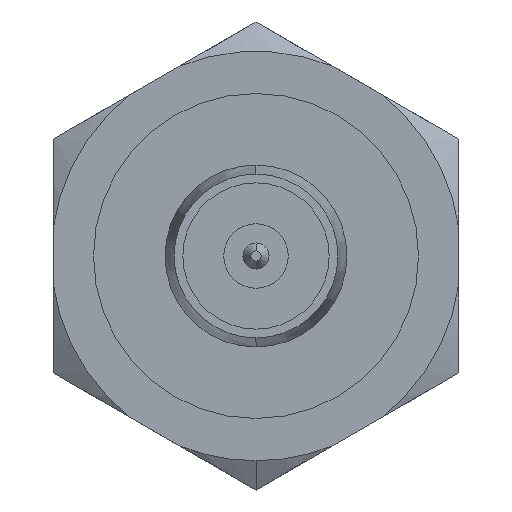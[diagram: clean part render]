
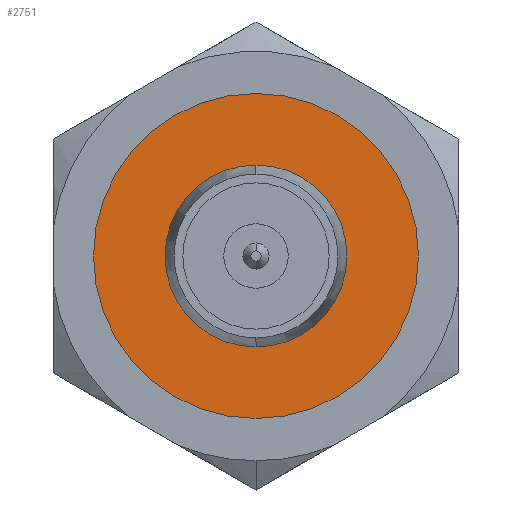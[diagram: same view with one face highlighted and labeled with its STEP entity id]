
A CAD part, left-side view. The second image highlights one B-rep face of the part: STEP entity #2751.
In plain terms, the highlighted planar face has unit normal (-1, 0, 0).
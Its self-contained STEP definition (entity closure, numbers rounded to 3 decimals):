
#151 = DIRECTION ( 'NONE',  ( 1., 0., 0. ) ) ;
#159 = CARTESIAN_POINT ( 'NONE',  ( -12.741, 0., 1.638 ) ) ;
#175 = VERTEX_POINT ( 'NONE', #159 ) ;
#189 = VERTEX_POINT ( 'NONE', #1179 ) ;
#202 = EDGE_CURVE ( 'NONE', #189, #175, #281, .T. ) ;
#206 = ORIENTED_EDGE ( 'NONE', *, *, #202, .T. ) ;
#281 = CIRCLE ( 'NONE', #1386, 1.638 ) ;
#292 = CARTESIAN_POINT ( 'NONE',  ( -12.741, 0., 0. ) ) ;
#451 = EDGE_LOOP ( 'NONE', ( #206, #3267 ) ) ;
#618 = AXIS2_PLACEMENT_3D ( 'NONE', #3604, #1999, #808 ) ;
#626 = DIRECTION ( 'NONE',  ( 1., 0., 0. ) ) ;
#684 = CIRCLE ( 'NONE', #2972, 3.175 ) ;
#749 = FACE_OUTER_BOUND ( 'NONE', #1708, .T. ) ;
#808 = DIRECTION ( 'NONE',  ( 0., 0., 1. ) ) ;
#1158 = ORIENTED_EDGE ( 'NONE', *, *, #3787, .F. ) ;
#1179 = CARTESIAN_POINT ( 'NONE',  ( -12.741, 0., -1.638 ) ) ;
#1386 = AXIS2_PLACEMENT_3D ( 'NONE', #3743, #626, #2157 ) ;
#1555 = DIRECTION ( 'NONE',  ( 0., 0., -1. ) ) ;
#1708 = EDGE_LOOP ( 'NONE', ( #2859, #1158 ) ) ;
#1737 = FACE_BOUND ( 'NONE', #451, .T. ) ;
#1779 = CIRCLE ( 'NONE', #2296, 3.175 ) ;
#1999 = DIRECTION ( 'NONE',  ( -1., 0., 0. ) ) ;
#2157 = DIRECTION ( 'NONE',  ( 0., 0., -1. ) ) ;
#2296 = AXIS2_PLACEMENT_3D ( 'NONE', #292, #2514, #1555 ) ;
#2366 = PLANE ( 'NONE',  #618 ) ;
#2514 = DIRECTION ( 'NONE',  ( 1., 0., 0. ) ) ;
#2584 = CARTESIAN_POINT ( 'NONE',  ( -12.741, 0., 0. ) ) ;
#2627 = VERTEX_POINT ( 'NONE', #3149 ) ;
#2751 = ADVANCED_FACE ( 'NONE', ( #749, #1737 ), #2366, .T. ) ;
#2840 = CARTESIAN_POINT ( 'NONE',  ( -12.741, 0., 0. ) ) ;
#2858 = CARTESIAN_POINT ( 'NONE',  ( -12.741, 0., -3.175 ) ) ;
#2859 = ORIENTED_EDGE ( 'NONE', *, *, #3236, .F. ) ;
#2972 = AXIS2_PLACEMENT_3D ( 'NONE', #2584, #151, #3514 ) ;
#3149 = CARTESIAN_POINT ( 'NONE',  ( -12.741, 0., 3.175 ) ) ;
#3161 = DIRECTION ( 'NONE',  ( 0., 0., -1. ) ) ;
#3236 = EDGE_CURVE ( 'NONE', #3574, #2627, #684, .T. ) ;
#3267 = ORIENTED_EDGE ( 'NONE', *, *, #3462, .T. ) ;
#3422 = AXIS2_PLACEMENT_3D ( 'NONE', #2840, #3838, #3161 ) ;
#3462 = EDGE_CURVE ( 'NONE', #175, #189, #3884, .T. ) ;
#3514 = DIRECTION ( 'NONE',  ( 0., 0., -1. ) ) ;
#3574 = VERTEX_POINT ( 'NONE', #2858 ) ;
#3604 = CARTESIAN_POINT ( 'NONE',  ( -12.741, -3.175, 0. ) ) ;
#3743 = CARTESIAN_POINT ( 'NONE',  ( -12.741, 0., 0. ) ) ;
#3787 = EDGE_CURVE ( 'NONE', #2627, #3574, #1779, .T. ) ;
#3838 = DIRECTION ( 'NONE',  ( 1., 0., 0. ) ) ;
#3884 = CIRCLE ( 'NONE', #3422, 1.638 ) ;
